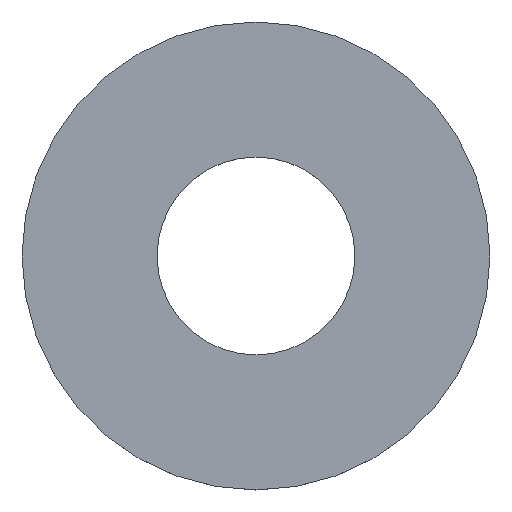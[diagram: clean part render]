
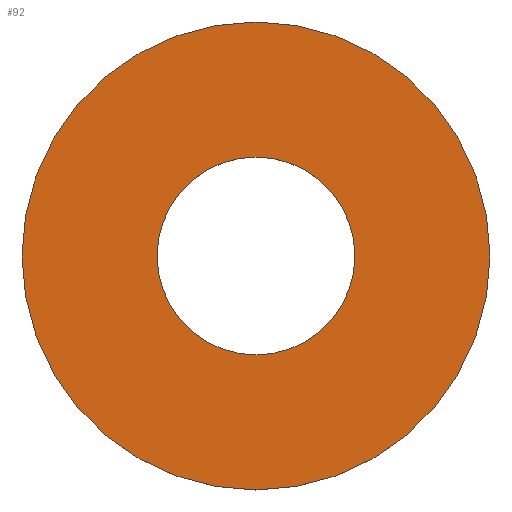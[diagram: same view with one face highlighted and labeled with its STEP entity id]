
A CAD part, top view. The second image highlights one B-rep face of the part: STEP entity #92.
In plain terms, the highlighted planar face has unit normal (0, 0, 1).
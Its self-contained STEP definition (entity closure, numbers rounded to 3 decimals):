
#13 = CARTESIAN_POINT ( 'NONE',  ( 0., 0., 0.3 ) ) ;
#14 = CARTESIAN_POINT ( 'NONE',  ( 1.965, 0., 0.3 ) ) ;
#27 = VERTEX_POINT ( 'NONE', #130 ) ;
#31 = DIRECTION ( 'NONE',  ( 1., 0., 0. ) ) ;
#35 = EDGE_LOOP ( 'NONE', ( #202, #80 ) ) ;
#38 = EDGE_LOOP ( 'NONE', ( #173, #205 ) ) ;
#53 = CARTESIAN_POINT ( 'NONE',  ( 4.649, 0., 0.3 ) ) ;
#55 = FACE_OUTER_BOUND ( 'NONE', #38, .T. ) ;
#58 = VERTEX_POINT ( 'NONE', #14 ) ;
#60 = DIRECTION ( 'NONE',  ( 0., 0., 1. ) ) ;
#66 = DIRECTION ( 'NONE',  ( 0., 0., 1. ) ) ;
#69 = CARTESIAN_POINT ( 'NONE',  ( 0., 0., 0.3 ) ) ;
#77 = CARTESIAN_POINT ( 'NONE',  ( 0., 0., 0.3 ) ) ;
#80 = ORIENTED_EDGE ( 'NONE', *, *, #177, .F. ) ;
#84 = EDGE_CURVE ( 'NONE', #170, #27, #122, .T. ) ;
#85 = CARTESIAN_POINT ( 'NONE',  ( 0., 0., 0.3 ) ) ;
#92 = ADVANCED_FACE ( 'NONE', ( #55, #145 ), #161, .T. ) ;
#93 = EDGE_CURVE ( 'NONE', #27, #170, #140, .T. ) ;
#103 = AXIS2_PLACEMENT_3D ( 'NONE', #85, #181, #195 ) ;
#115 = DIRECTION ( 'NONE',  ( 1., 0., 0. ) ) ;
#116 = AXIS2_PLACEMENT_3D ( 'NONE', #77, #191, #190 ) ;
#117 = CARTESIAN_POINT ( 'NONE',  ( -1.965, 0., 0.3 ) ) ;
#122 = CIRCLE ( 'NONE', #116, 4.649 ) ;
#127 = VERTEX_POINT ( 'NONE', #117 ) ;
#128 = AXIS2_PLACEMENT_3D ( 'NONE', #13, #131, #31 ) ;
#130 = CARTESIAN_POINT ( 'NONE',  ( -4.649, 0., 0.3 ) ) ;
#131 = DIRECTION ( 'NONE',  ( 0., 0., 1. ) ) ;
#140 = CIRCLE ( 'NONE', #128, 4.649 ) ;
#145 = FACE_BOUND ( 'NONE', #35, .T. ) ;
#154 = CIRCLE ( 'NONE', #156, 1.965 ) ;
#156 = AXIS2_PLACEMENT_3D ( 'NONE', #69, #66, #115 ) ;
#160 = CARTESIAN_POINT ( 'NONE',  ( 0., 0., 0.3 ) ) ;
#161 = PLANE ( 'NONE',  #174 ) ;
#162 = DIRECTION ( 'NONE',  ( 1., 0., 0. ) ) ;
#170 = VERTEX_POINT ( 'NONE', #53 ) ;
#173 = ORIENTED_EDGE ( 'NONE', *, *, #93, .T. ) ;
#174 = AXIS2_PLACEMENT_3D ( 'NONE', #160, #60, #162 ) ;
#177 = EDGE_CURVE ( 'NONE', #58, #127, #204, .T. ) ;
#181 = DIRECTION ( 'NONE',  ( 0., 0., 1. ) ) ;
#190 = DIRECTION ( 'NONE',  ( 1., 0., 0. ) ) ;
#191 = DIRECTION ( 'NONE',  ( 0., 0., 1. ) ) ;
#195 = DIRECTION ( 'NONE',  ( 1., 0., 0. ) ) ;
#202 = ORIENTED_EDGE ( 'NONE', *, *, #203, .F. ) ;
#203 = EDGE_CURVE ( 'NONE', #127, #58, #154, .T. ) ;
#204 = CIRCLE ( 'NONE', #103, 1.965 ) ;
#205 = ORIENTED_EDGE ( 'NONE', *, *, #84, .T. ) ;
